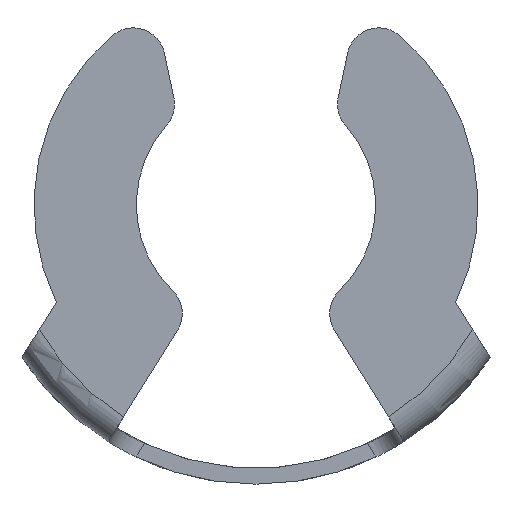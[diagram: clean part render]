
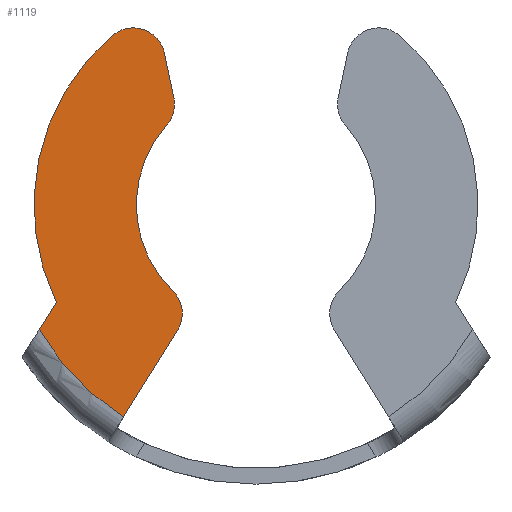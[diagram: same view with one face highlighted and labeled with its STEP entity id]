
A CAD part, front view. The second image highlights one B-rep face of the part: STEP entity #1119.
In plain terms, the highlighted planar face has unit normal (0, -1, 0).
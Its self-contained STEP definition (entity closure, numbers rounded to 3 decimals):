
#34 = AXIS2_PLACEMENT_3D ( 'NONE', #1090, #905, #253 ) ;
#65 = CARTESIAN_POINT ( 'NONE',  ( -8.147, 0., -4.688 ) ) ;
#81 = CARTESIAN_POINT ( 'NONE',  ( -3.135, 0., -3.229 ) ) ;
#98 = EDGE_CURVE ( 'NONE', #642, #289, #1182, .T. ) ;
#100 = DIRECTION ( 'NONE',  ( 0., -1., 0. ) ) ;
#140 = CARTESIAN_POINT ( 'NONE',  ( 0., 0., 0. ) ) ;
#141 = ORIENTED_EDGE ( 'NONE', *, *, #225, .F. ) ;
#157 = DIRECTION ( 'NONE',  ( 0., 0., 1. ) ) ;
#159 = CARTESIAN_POINT ( 'NONE',  ( -4.981, 0., -7.972 ) ) ;
#176 = VERTEX_POINT ( 'NONE', #487 ) ;
#185 = CIRCLE ( 'NONE', #590, 8.35 ) ;
#211 = DIRECTION ( 'NONE',  ( 0., 1., 0. ) ) ;
#220 = VERTEX_POINT ( 'NONE', #499 ) ;
#225 = EDGE_CURVE ( 'NONE', #691, #220, #692, .T. ) ;
#253 = DIRECTION ( 'NONE',  ( 0., 0., 1. ) ) ;
#277 = CARTESIAN_POINT ( 'NONE',  ( 0., 0., 0. ) ) ;
#283 = AXIS2_PLACEMENT_3D ( 'NONE', #277, #100, #939 ) ;
#285 = CIRCLE ( 'NONE', #713, 1.2 ) ;
#289 = VERTEX_POINT ( 'NONE', #159 ) ;
#309 = VERTEX_POINT ( 'NONE', #65 ) ;
#324 = LINE ( 'NONE', #669, #651 ) ;
#325 = DIRECTION ( 'NONE',  ( 0., 0., 1. ) ) ;
#350 = CIRCLE ( 'NONE', #864, 1.2 ) ;
#359 = ORIENTED_EDGE ( 'NONE', *, *, #762, .F. ) ;
#363 = AXIS2_PLACEMENT_3D ( 'NONE', #1040, #211, #385 ) ;
#385 = DIRECTION ( 'NONE',  ( 0., 0., 1. ) ) ;
#398 = CARTESIAN_POINT ( 'NONE',  ( 0., 0., 0. ) ) ;
#451 = ORIENTED_EDGE ( 'NONE', *, *, #572, .F. ) ;
#466 = CARTESIAN_POINT ( 'NONE',  ( -3.971, 0., -4.09 ) ) ;
#468 = DIRECTION ( 'NONE',  ( 0., 0., 1. ) ) ;
#472 = AXIS2_PLACEMENT_3D ( 'NONE', #398, #949, #481 ) ;
#481 = DIRECTION ( 'NONE',  ( 0., 0., 1. ) ) ;
#487 = CARTESIAN_POINT ( 'NONE',  ( -3.365, 0., 2.987 ) ) ;
#499 = CARTESIAN_POINT ( 'NONE',  ( -3.089, 0., 4.033 ) ) ;
#537 = ORIENTED_EDGE ( 'NONE', *, *, #994, .T. ) ;
#570 = CIRCLE ( 'NONE', #34, 1.2 ) ;
#572 = EDGE_CURVE ( 'NONE', #777, #780, #185, .T. ) ;
#590 = AXIS2_PLACEMENT_3D ( 'NONE', #140, #805, #325 ) ;
#600 = DIRECTION ( 'NONE',  ( 0.208, 0., -0.978 ) ) ;
#603 = CARTESIAN_POINT ( 'NONE',  ( -5.394, 0., 6.374 ) ) ;
#617 = CARTESIAN_POINT ( 'NONE',  ( -4.263, 0., 3.784 ) ) ;
#624 = CARTESIAN_POINT ( 'NONE',  ( -3.445, 0., 5.707 ) ) ;
#631 = CIRCLE ( 'NONE', #472, 4.5 ) ;
#642 = VERTEX_POINT ( 'NONE', #716 ) ;
#651 = VECTOR ( 'NONE', #854, 1000. ) ;
#669 = CARTESIAN_POINT ( 'NONE',  ( -8.798, 0., -5.73 ) ) ;
#673 = FACE_OUTER_BOUND ( 'NONE', #829, .T. ) ;
#691 = VERTEX_POINT ( 'NONE', #624 ) ;
#692 = LINE ( 'NONE', #1062, #764 ) ;
#713 = AXIS2_PLACEMENT_3D ( 'NONE', #466, #731, #468 ) ;
#716 = CARTESIAN_POINT ( 'NONE',  ( -2.953, 0., -4.726 ) ) ;
#731 = DIRECTION ( 'NONE',  ( 0., -1., 0. ) ) ;
#742 = EDGE_CURVE ( 'NONE', #309, #289, #1114, .T. ) ;
#762 = EDGE_CURVE ( 'NONE', #309, #777, #324, .T. ) ;
#764 = VECTOR ( 'NONE', #600, 1000. ) ;
#774 = CARTESIAN_POINT ( 'NONE',  ( -7.505, 0., -3.66 ) ) ;
#777 = VERTEX_POINT ( 'NONE', #774 ) ;
#780 = VERTEX_POINT ( 'NONE', #603 ) ;
#805 = DIRECTION ( 'NONE',  ( 0., 1., 0. ) ) ;
#829 = EDGE_LOOP ( 'NONE', ( #359, #999, #900, #1005, #888, #537, #141, #1134, #451 ) ) ;
#840 = EDGE_CURVE ( 'NONE', #691, #780, #570, .T. ) ;
#845 = VERTEX_POINT ( 'NONE', #81 ) ;
#854 = DIRECTION ( 'NONE',  ( 0.53, 0., 0.848 ) ) ;
#864 = AXIS2_PLACEMENT_3D ( 'NONE', #617, #986, #157 ) ;
#875 = PLANE ( 'NONE',  #363 ) ;
#888 = ORIENTED_EDGE ( 'NONE', *, *, #1176, .F. ) ;
#900 = ORIENTED_EDGE ( 'NONE', *, *, #98, .F. ) ;
#905 = DIRECTION ( 'NONE',  ( 0., -1., 0. ) ) ;
#939 = DIRECTION ( 'NONE',  ( 0., 0., 1. ) ) ;
#949 = DIRECTION ( 'NONE',  ( 0., -1., 0. ) ) ;
#986 = DIRECTION ( 'NONE',  ( 0., -1., 0. ) ) ;
#990 = CARTESIAN_POINT ( 'NONE',  ( -5.564, 0., -8.905 ) ) ;
#994 = EDGE_CURVE ( 'NONE', #176, #220, #350, .T. ) ;
#999 = ORIENTED_EDGE ( 'NONE', *, *, #742, .T. ) ;
#1000 = VECTOR ( 'NONE', #1177, 1000. ) ;
#1005 = ORIENTED_EDGE ( 'NONE', *, *, #1052, .T. ) ;
#1040 = CARTESIAN_POINT ( 'NONE',  ( 0., 0., 0. ) ) ;
#1052 = EDGE_CURVE ( 'NONE', #642, #845, #285, .T. ) ;
#1062 = CARTESIAN_POINT ( 'NONE',  ( -3.811, 0., 7.43 ) ) ;
#1090 = CARTESIAN_POINT ( 'NONE',  ( -4.619, 0., 5.458 ) ) ;
#1114 = CIRCLE ( 'NONE', #283, 9.4 ) ;
#1119 = ADVANCED_FACE ( 'NONE', ( #673 ), #875, .F. ) ;
#1134 = ORIENTED_EDGE ( 'NONE', *, *, #840, .T. ) ;
#1176 = EDGE_CURVE ( 'NONE', #176, #845, #631, .T. ) ;
#1177 = DIRECTION ( 'NONE',  ( -0.53, 0., -0.848 ) ) ;
#1182 = LINE ( 'NONE', #990, #1000 ) ;
